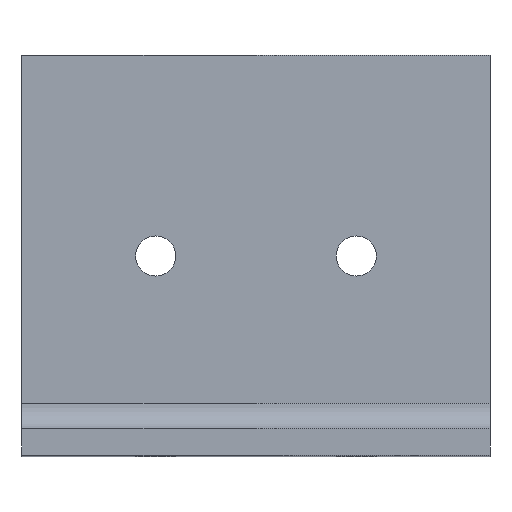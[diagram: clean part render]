
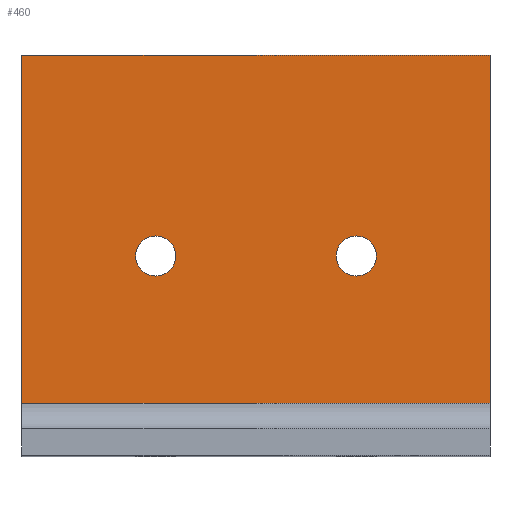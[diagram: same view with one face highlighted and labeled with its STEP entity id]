
A CAD part, top view. The second image highlights one B-rep face of the part: STEP entity #460.
In plain terms, the highlighted planar face has unit normal (0, 0, 1).
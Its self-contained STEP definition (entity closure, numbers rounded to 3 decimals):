
#34=FACE_BOUND('',#106,.T.);
#35=FACE_BOUND('',#107,.T.);
#43=PLANE('',#527);
#64=FACE_OUTER_BOUND('',#105,.T.);
#105=EDGE_LOOP('',(#399,#400,#401,#402));
#106=EDGE_LOOP('',(#403));
#107=EDGE_LOOP('',(#404));
#112=LINE('',#685,#143);
#121=LINE('',#719,#152);
#135=LINE('',#765,#166);
#138=LINE('',#769,#169);
#143=VECTOR('',#562,10.);
#152=VECTOR('',#593,10.);
#166=VECTOR('',#645,10.);
#169=VECTOR('',#650,10.);
#193=CIRCLE('',#519,3.);
#195=CIRCLE('',#522,3.);
#204=VERTEX_POINT('',#681);
#206=VERTEX_POINT('',#684);
#220=VERTEX_POINT('',#718);
#229=VERTEX_POINT('',#750);
#231=VERTEX_POINT('',#756);
#233=VERTEX_POINT('',#764);
#247=EDGE_CURVE('',#206,#204,#112,.T.);
#264=EDGE_CURVE('',#220,#206,#121,.T.);
#281=EDGE_CURVE('',#229,#229,#193,.T.);
#284=EDGE_CURVE('',#231,#231,#195,.T.);
#287=EDGE_CURVE('',#233,#220,#135,.T.);
#290=EDGE_CURVE('',#204,#233,#138,.T.);
#399=ORIENTED_EDGE('',*,*,#247,.T.);
#400=ORIENTED_EDGE('',*,*,#290,.T.);
#401=ORIENTED_EDGE('',*,*,#287,.T.);
#402=ORIENTED_EDGE('',*,*,#264,.T.);
#403=ORIENTED_EDGE('',*,*,#281,.T.);
#404=ORIENTED_EDGE('',*,*,#284,.T.);
#460=ADVANCED_FACE('',(#64,#34,#35),#43,.T.);
#519=AXIS2_PLACEMENT_3D('',#752,#630,#631);
#522=AXIS2_PLACEMENT_3D('',#758,#637,#638);
#527=AXIS2_PLACEMENT_3D('',#771,#653,#654);
#562=DIRECTION('',(1.,0.,0.));
#593=DIRECTION('',(0.,-1.,0.));
#630=DIRECTION('center_axis',(0.,0.,-1.));
#631=DIRECTION('ref_axis',(1.,0.,0.));
#637=DIRECTION('center_axis',(0.,0.,-1.));
#638=DIRECTION('ref_axis',(1.,0.,0.));
#645=DIRECTION('',(-1.,0.,0.));
#650=DIRECTION('',(0.,1.,0.));
#653=DIRECTION('center_axis',(0.,0.,1.));
#654=DIRECTION('ref_axis',(1.,0.,0.));
#681=CARTESIAN_POINT('',(70.,8.,4.));
#684=CARTESIAN_POINT('',(0.,8.,4.));
#685=CARTESIAN_POINT('',(70.,8.,4.));
#718=CARTESIAN_POINT('',(0.,60.,4.));
#719=CARTESIAN_POINT('',(0.,0.,4.));
#750=CARTESIAN_POINT('',(47.,30.,4.));
#752=CARTESIAN_POINT('Origin',(50.,30.,4.));
#756=CARTESIAN_POINT('',(17.,30.,4.));
#758=CARTESIAN_POINT('Origin',(20.,30.,4.));
#764=CARTESIAN_POINT('',(70.,60.,4.));
#765=CARTESIAN_POINT('',(0.,60.,4.));
#769=CARTESIAN_POINT('',(70.,60.,4.));
#771=CARTESIAN_POINT('Origin',(35.,30.,4.));
